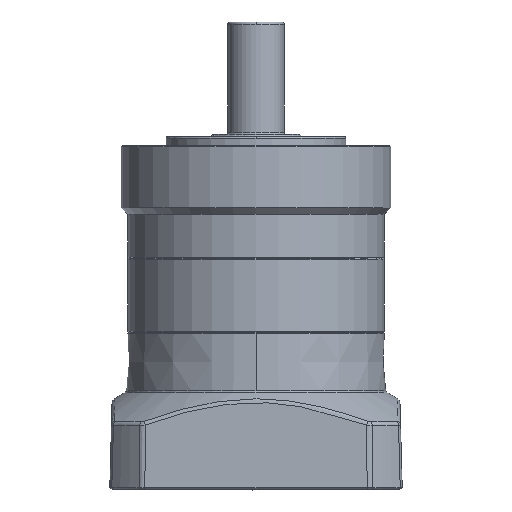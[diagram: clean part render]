
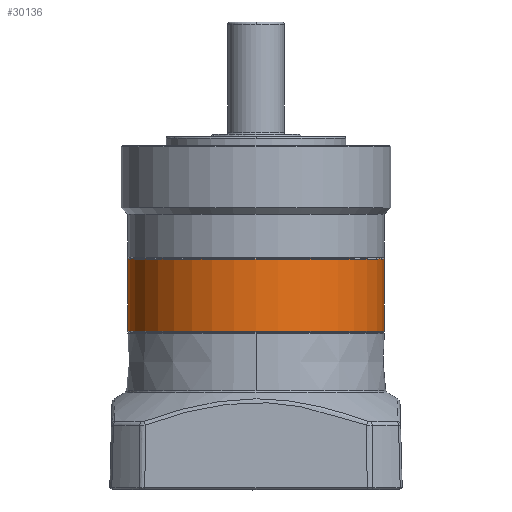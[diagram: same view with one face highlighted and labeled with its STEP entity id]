
A CAD part, front view. The second image highlights one B-rep face of the part: STEP entity #30136.
In plain terms, the highlighted cylindrical face has radius 57 mm (diameter 114 mm), a partial arc.
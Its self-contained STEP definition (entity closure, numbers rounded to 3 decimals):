
#70 = CIRCLE ( 'NONE', #42019, 57. ) ;
#2097 = CARTESIAN_POINT ( 'NONE',  ( 0., -57., 32.5 ) ) ;
#2637 = EDGE_CURVE ( 'NONE', #10858, #36058, #26018, .T. ) ;
#3884 = EDGE_CURVE ( 'NONE', #10858, #23318, #70, .T. ) ;
#6309 = VERTEX_POINT ( 'NONE', #44925 ) ;
#7674 = CIRCLE ( 'NONE', #30535, 57. ) ;
#8178 = EDGE_CURVE ( 'NONE', #23318, #6309, #44833, .T. ) ;
#10858 = VERTEX_POINT ( 'NONE', #16770 ) ;
#13565 = EDGE_CURVE ( 'NONE', #36058, #19340, #7674, .T. ) ;
#14559 = CYLINDRICAL_SURFACE ( 'NONE', #40260, 57. ) ;
#15764 = EDGE_LOOP ( 'NONE', ( #37641, #45759, #36691, #42651, #45365 ) ) ;
#16770 = CARTESIAN_POINT ( 'NONE',  ( -57., 0., 32.5 ) ) ;
#17476 = CARTESIAN_POINT ( 'NONE',  ( -57., 0., 0.5 ) ) ;
#17739 = VECTOR ( 'NONE', #45414, 1000. ) ;
#18064 = DIRECTION ( 'NONE',  ( 0., -1., 0. ) ) ;
#18070 = DIRECTION ( 'NONE',  ( 0., 0., 1. ) ) ;
#18131 = CARTESIAN_POINT ( 'NONE',  ( 0., 0., 32.5 ) ) ;
#18791 = DIRECTION ( 'NONE',  ( 0., 0., -1. ) ) ;
#19340 = VERTEX_POINT ( 'NONE', #38381 ) ;
#21085 = CARTESIAN_POINT ( 'NONE',  ( 0., 0., 33. ) ) ;
#21153 = DIRECTION ( 'NONE',  ( 0., 0., -1. ) ) ;
#21372 = DIRECTION ( 'NONE',  ( -1., 0., 0. ) ) ;
#22188 = CARTESIAN_POINT ( 'NONE',  ( 57., 0., 33. ) ) ;
#23318 = VERTEX_POINT ( 'NONE', #2097 ) ;
#25848 = EDGE_CURVE ( 'NONE', #6309, #19340, #26824, .T. ) ;
#26018 = LINE ( 'NONE', #45409, #17739 ) ;
#26731 = AXIS2_PLACEMENT_3D ( 'NONE', #42733, #42669, #42571 ) ;
#26824 = LINE ( 'NONE', #22188, #33862 ) ;
#30136 = ADVANCED_FACE ( 'NONE', ( #34346 ), #14559, .T. ) ;
#30535 = AXIS2_PLACEMENT_3D ( 'NONE', #40490, #40453, #40440 ) ;
#33862 = VECTOR ( 'NONE', #18791, 1000. ) ;
#34346 = FACE_OUTER_BOUND ( 'NONE', #15764, .T. ) ;
#36058 = VERTEX_POINT ( 'NONE', #17476 ) ;
#36691 = ORIENTED_EDGE ( 'NONE', *, *, #3884, .F. ) ;
#37641 = ORIENTED_EDGE ( 'NONE', *, *, #25848, .F. ) ;
#38381 = CARTESIAN_POINT ( 'NONE',  ( 57., 0., 0.5 ) ) ;
#40260 = AXIS2_PLACEMENT_3D ( 'NONE', #21085, #21153, #21372 ) ;
#40440 = DIRECTION ( 'NONE',  ( -1., 0., 0. ) ) ;
#40453 = DIRECTION ( 'NONE',  ( 0., 0., 1. ) ) ;
#40490 = CARTESIAN_POINT ( 'NONE',  ( 0., 0., 0.5 ) ) ;
#42019 = AXIS2_PLACEMENT_3D ( 'NONE', #18131, #18070, #18064 ) ;
#42571 = DIRECTION ( 'NONE',  ( 0., -1., 0. ) ) ;
#42651 = ORIENTED_EDGE ( 'NONE', *, *, #2637, .T. ) ;
#42669 = DIRECTION ( 'NONE',  ( 0., 0., 1. ) ) ;
#42733 = CARTESIAN_POINT ( 'NONE',  ( 0., 0., 32.5 ) ) ;
#44833 = CIRCLE ( 'NONE', #26731, 57. ) ;
#44925 = CARTESIAN_POINT ( 'NONE',  ( 57., 0., 32.5 ) ) ;
#45365 = ORIENTED_EDGE ( 'NONE', *, *, #13565, .T. ) ;
#45409 = CARTESIAN_POINT ( 'NONE',  ( -57., 0., 33. ) ) ;
#45414 = DIRECTION ( 'NONE',  ( 0., 0., -1. ) ) ;
#45759 = ORIENTED_EDGE ( 'NONE', *, *, #8178, .F. ) ;
